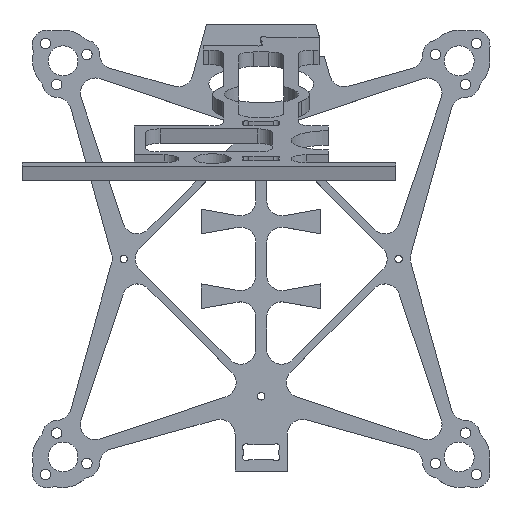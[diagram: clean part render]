
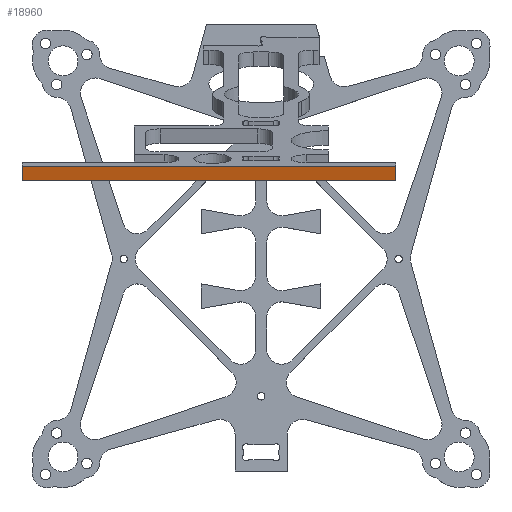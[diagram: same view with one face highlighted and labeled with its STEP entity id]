
A CAD part, top view. The second image highlights one B-rep face of the part: STEP entity #18960.
In plain terms, the highlighted planar face has unit normal (0, -0.259, 0.966).
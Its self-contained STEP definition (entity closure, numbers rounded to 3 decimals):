
#14519 = PLANE('',#14520);
#14520 = AXIS2_PLACEMENT_3D('',#14521,#14522,#14523);
#14521 = CARTESIAN_POINT('',(-7.,10.574,61.769));
#14522 = DIRECTION('',(0.,0.966,0.259)
  );
#14523 = DIRECTION('',(-1.,0.,0.));
#14547 = PLANE('',#14548);
#14548 = AXIS2_PLACEMENT_3D('',#14549,#14550,#14551);
#14549 = CARTESIAN_POINT('',(18.,10.316,62.735));
#14550 = DIRECTION('',(-1.,0.,0.));
#14551 = DIRECTION('',(0.,0.259,-0.966));
#14575 = PLANE('',#14576);
#14576 = AXIS2_PLACEMENT_3D('',#14577,#14578,#14579);
#14577 = CARTESIAN_POINT('',(-7.,12.506,62.287));
#14578 = DIRECTION('',(0.,0.966,0.259)
  );
#14579 = DIRECTION('',(-1.,0.,0.));
#15786 = VERTEX_POINT('',#15787);
#15787 = CARTESIAN_POINT('',(-32.,10.316,62.735));
#15801 = PLANE('',#15802);
#15802 = AXIS2_PLACEMENT_3D('',#15803,#15804,#15805);
#15803 = CARTESIAN_POINT('',(-32.,10.833,60.803));
#15804 = DIRECTION('',(1.,0.,0.));
#15805 = DIRECTION('',(0.,-0.259,0.966));
#15813 = EDGE_CURVE('',#15786,#15814,#15816,.T.);
#15814 = VERTEX_POINT('',#15815);
#15815 = CARTESIAN_POINT('',(18.,10.316,62.735));
#15816 = SURFACE_CURVE('',#15817,(#15821,#15828),.PCURVE_S1.);
#15817 = LINE('',#15818,#15819);
#15818 = CARTESIAN_POINT('',(-32.,10.316,62.735));
#15819 = VECTOR('',#15820,1.);
#15820 = DIRECTION('',(1.,0.,0.));
#15821 = PCURVE('',#14519,#15822);
#15822 = DEFINITIONAL_REPRESENTATION('',(#15823),#15827);
#15823 = LINE('',#15824,#15825);
#15824 = CARTESIAN_POINT('',(25.,1.));
#15825 = VECTOR('',#15826,1.);
#15826 = DIRECTION('',(-1.,0.));
#15827 = ( GEOMETRIC_REPRESENTATION_CONTEXT(2) 
PARAMETRIC_REPRESENTATION_CONTEXT() REPRESENTATION_CONTEXT('2D SPACE',''
  ) );
#15828 = PCURVE('',#15829,#15834);
#15829 = PLANE('',#15830);
#15830 = AXIS2_PLACEMENT_3D('',#15831,#15832,#15833);
#15831 = CARTESIAN_POINT('',(-32.,10.316,62.735));
#15832 = DIRECTION('',(0.,0.259,-0.966));
#15833 = DIRECTION('',(1.,0.,0.));
#15834 = DEFINITIONAL_REPRESENTATION('',(#15835),#15839);
#15835 = LINE('',#15836,#15837);
#15836 = CARTESIAN_POINT('',(0.,-0.));
#15837 = VECTOR('',#15838,1.);
#15838 = DIRECTION('',(1.,0.));
#15839 = ( GEOMETRIC_REPRESENTATION_CONTEXT(2) 
PARAMETRIC_REPRESENTATION_CONTEXT() REPRESENTATION_CONTEXT('2D SPACE',''
  ) );
#17024 = EDGE_CURVE('',#15814,#17025,#17027,.T.);
#17025 = VERTEX_POINT('',#17026);
#17026 = CARTESIAN_POINT('',(18.,12.247,63.253));
#17027 = SURFACE_CURVE('',#17028,(#17032,#17039),.PCURVE_S1.);
#17028 = LINE('',#17029,#17030);
#17029 = CARTESIAN_POINT('',(18.,10.316,62.735));
#17030 = VECTOR('',#17031,1.);
#17031 = DIRECTION('',(0.,0.966,0.259)
  );
#17032 = PCURVE('',#14547,#17033);
#17033 = DEFINITIONAL_REPRESENTATION('',(#17034),#17038);
#17034 = LINE('',#17035,#17036);
#17035 = CARTESIAN_POINT('',(0.,-0.));
#17036 = VECTOR('',#17037,1.);
#17037 = DIRECTION('',(0.,-1.));
#17038 = ( GEOMETRIC_REPRESENTATION_CONTEXT(2) 
PARAMETRIC_REPRESENTATION_CONTEXT() REPRESENTATION_CONTEXT('2D SPACE',''
  ) );
#17039 = PCURVE('',#15829,#17040);
#17040 = DEFINITIONAL_REPRESENTATION('',(#17041),#17045);
#17041 = LINE('',#17042,#17043);
#17042 = CARTESIAN_POINT('',(50.,0.));
#17043 = VECTOR('',#17044,1.);
#17044 = DIRECTION('',(0.,-1.));
#17045 = ( GEOMETRIC_REPRESENTATION_CONTEXT(2) 
PARAMETRIC_REPRESENTATION_CONTEXT() REPRESENTATION_CONTEXT('2D SPACE',''
  ) );
#18017 = VERTEX_POINT('',#18018);
#18018 = CARTESIAN_POINT('',(-32.,12.247,63.253));
#18039 = EDGE_CURVE('',#18017,#17025,#18040,.T.);
#18040 = SURFACE_CURVE('',#18041,(#18045,#18052),.PCURVE_S1.);
#18041 = LINE('',#18042,#18043);
#18042 = CARTESIAN_POINT('',(-32.,12.247,63.253));
#18043 = VECTOR('',#18044,1.);
#18044 = DIRECTION('',(1.,0.,0.));
#18045 = PCURVE('',#14575,#18046);
#18046 = DEFINITIONAL_REPRESENTATION('',(#18047),#18051);
#18047 = LINE('',#18048,#18049);
#18048 = CARTESIAN_POINT('',(25.,1.));
#18049 = VECTOR('',#18050,1.);
#18050 = DIRECTION('',(-1.,0.));
#18051 = ( GEOMETRIC_REPRESENTATION_CONTEXT(2) 
PARAMETRIC_REPRESENTATION_CONTEXT() REPRESENTATION_CONTEXT('2D SPACE',''
  ) );
#18052 = PCURVE('',#15829,#18053);
#18053 = DEFINITIONAL_REPRESENTATION('',(#18054),#18058);
#18054 = LINE('',#18055,#18056);
#18055 = CARTESIAN_POINT('',(0.,-2.));
#18056 = VECTOR('',#18057,1.);
#18057 = DIRECTION('',(1.,0.));
#18058 = ( GEOMETRIC_REPRESENTATION_CONTEXT(2) 
PARAMETRIC_REPRESENTATION_CONTEXT() REPRESENTATION_CONTEXT('2D SPACE',''
  ) );
#18960 = ADVANCED_FACE('',(#18961),#15829,.F.);
#18961 = FACE_BOUND('',#18962,.F.);
#18962 = EDGE_LOOP('',(#18963,#18984,#18985,#18986));
#18963 = ORIENTED_EDGE('',*,*,#18964,.T.);
#18964 = EDGE_CURVE('',#15786,#18017,#18965,.T.);
#18965 = SURFACE_CURVE('',#18966,(#18970,#18977),.PCURVE_S1.);
#18966 = LINE('',#18967,#18968);
#18967 = CARTESIAN_POINT('',(-32.,10.316,62.735));
#18968 = VECTOR('',#18969,1.);
#18969 = DIRECTION('',(0.,0.966,0.259)
  );
#18970 = PCURVE('',#15829,#18971);
#18971 = DEFINITIONAL_REPRESENTATION('',(#18972),#18976);
#18972 = LINE('',#18973,#18974);
#18973 = CARTESIAN_POINT('',(0.,-0.));
#18974 = VECTOR('',#18975,1.);
#18975 = DIRECTION('',(0.,-1.));
#18976 = ( GEOMETRIC_REPRESENTATION_CONTEXT(2) 
PARAMETRIC_REPRESENTATION_CONTEXT() REPRESENTATION_CONTEXT('2D SPACE',''
  ) );
#18977 = PCURVE('',#15801,#18978);
#18978 = DEFINITIONAL_REPRESENTATION('',(#18979),#18983);
#18979 = LINE('',#18980,#18981);
#18980 = CARTESIAN_POINT('',(2.,0.));
#18981 = VECTOR('',#18982,1.);
#18982 = DIRECTION('',(0.,-1.));
#18983 = ( GEOMETRIC_REPRESENTATION_CONTEXT(2) 
PARAMETRIC_REPRESENTATION_CONTEXT() REPRESENTATION_CONTEXT('2D SPACE',''
  ) );
#18984 = ORIENTED_EDGE('',*,*,#18039,.T.);
#18985 = ORIENTED_EDGE('',*,*,#17024,.F.);
#18986 = ORIENTED_EDGE('',*,*,#15813,.F.);
